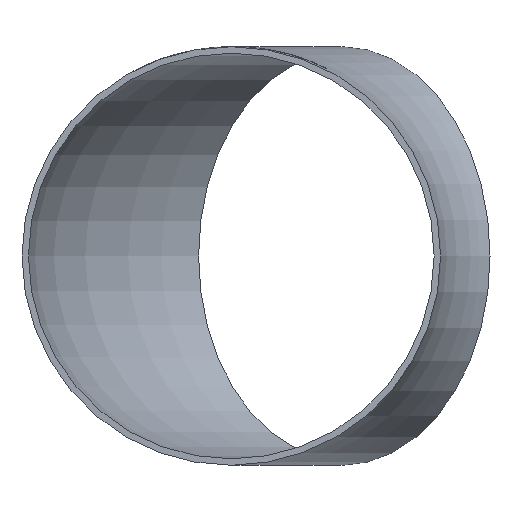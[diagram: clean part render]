
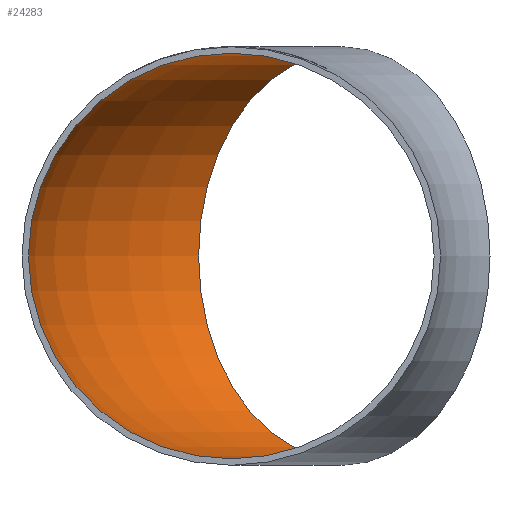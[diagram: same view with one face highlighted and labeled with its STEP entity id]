
A CAD part, front view. The second image highlights one B-rep face of the part: STEP entity #24283.
In plain terms, the highlighted toroidal (fillet/blend) face has major radius 152 mm and minor radius 81.55 mm.
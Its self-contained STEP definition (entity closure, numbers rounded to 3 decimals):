
#316 = AXIS2_PLACEMENT_3D ( 'NONE', #30634, #18224, #15900 ) ;
#874 = VERTEX_POINT ( 'NONE', #16977 ) ;
#1108 = FACE_OUTER_BOUND ( 'NONE', #13826, .T. ) ;
#4385 = CIRCLE ( 'NONE', #9331, 81.55 ) ;
#6125 = TOROIDAL_SURFACE ( 'NONE', #7103, 152., 81.55 ) ;
#6509 = DIRECTION ( 'NONE',  ( -1., 0., 0. ) ) ;
#7103 = AXIS2_PLACEMENT_3D ( 'NONE', #20929, #23582, #6509 ) ;
#7806 = VERTEX_POINT ( 'NONE', #22123 ) ;
#9331 = AXIS2_PLACEMENT_3D ( 'NONE', #25314, #27331, #19998 ) ;
#11683 = ORIENTED_EDGE ( 'NONE', *, *, #18376, .T. ) ;
#12893 = FACE_OUTER_BOUND ( 'NONE', #29037, .T. ) ;
#13582 = EDGE_CURVE ( 'NONE', #7806, #7806, #29048, .T. ) ;
#13826 = EDGE_LOOP ( 'NONE', ( #24073 ) ) ;
#15900 = DIRECTION ( 'NONE',  ( 0., 0., 1. ) ) ;
#16977 = CARTESIAN_POINT ( 'NONE',  ( -165.145, 165.145, 0. ) ) ;
#18224 = DIRECTION ( 'NONE',  ( 0., 1., 0. ) ) ;
#18376 = EDGE_CURVE ( 'NONE', #874, #874, #4385, .T. ) ;
#19998 = DIRECTION ( 'NONE',  ( -0.707, 0.707, 0. ) ) ;
#20929 = CARTESIAN_POINT ( 'NONE',  ( 0., 0., 0. ) ) ;
#22123 = CARTESIAN_POINT ( 'NONE',  ( -152., 0., 81.55 ) ) ;
#23582 = DIRECTION ( 'NONE',  ( 0., 0., -1. ) ) ;
#24073 = ORIENTED_EDGE ( 'NONE', *, *, #13582, .F. ) ;
#24283 = ADVANCED_FACE ( 'NONE', ( #12893, #1108 ), #6125, .F. ) ;
#25314 = CARTESIAN_POINT ( 'NONE',  ( -107.48, 107.48, 0. ) ) ;
#27331 = DIRECTION ( 'NONE',  ( 0.707, 0.707, 0. ) ) ;
#29037 = EDGE_LOOP ( 'NONE', ( #11683 ) ) ;
#29048 = CIRCLE ( 'NONE', #316, 81.55 ) ;
#30634 = CARTESIAN_POINT ( 'NONE',  ( -152., 0., 0. ) ) ;
